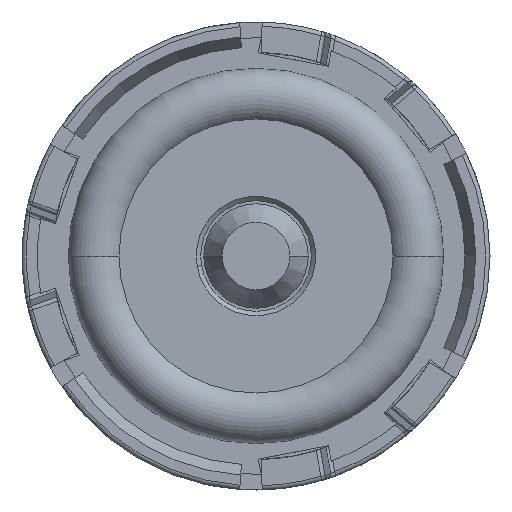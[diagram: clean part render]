
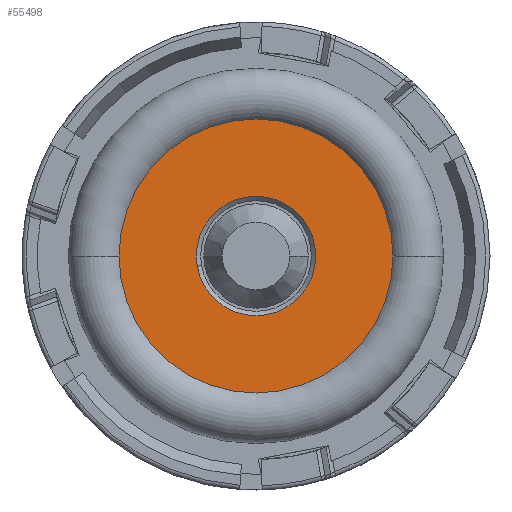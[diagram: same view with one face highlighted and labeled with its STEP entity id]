
A CAD part, front view. The second image highlights one B-rep face of the part: STEP entity #55498.
In plain terms, the highlighted planar face has unit normal (0, -1, 0).
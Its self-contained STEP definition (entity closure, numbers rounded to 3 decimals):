
#11696=CARTESIAN_POINT('',(0.,-4.908,0.));
#11697=DIRECTION('',(0.,1.,0.));
#11698=DIRECTION('',(-1.,0.,0.));
#11699=AXIS2_PLACEMENT_3D('',#11696,#11697,#11698);
#11701=CARTESIAN_POINT('',(0.,-4.908,0.));
#11702=DIRECTION('',(0.,1.,0.));
#11703=DIRECTION('',(1.,0.,0.));
#11704=AXIS2_PLACEMENT_3D('',#11701,#11702,#11703);
#11706=CARTESIAN_POINT('',(0.,-4.908,0.));
#11707=DIRECTION('',(0.,-1.,0.));
#11708=DIRECTION('',(-0.985,0.,-0.174));
#11709=AXIS2_PLACEMENT_3D('',#11706,#11707,#11708);
#11724=CARTESIAN_POINT('',(0.,-4.908,0.));
#11725=DIRECTION('',(0.,-1.,0.));
#11726=DIRECTION('',(0.985,0.,0.174));
#11727=AXIS2_PLACEMENT_3D('',#11724,#11725,#11726);
#41893=CARTESIAN_POINT('',(2.756,-4.908,0.486));
#41894=CARTESIAN_POINT('',(-2.756,-4.908,-0.486));
#41895=VERTEX_POINT('',#41893);
#41896=VERTEX_POINT('',#41894);
#42233=CARTESIAN_POINT('',(-6.427,-4.908,0.));
#42234=CARTESIAN_POINT('',(6.427,-4.908,0.));
#42235=VERTEX_POINT('',#42233);
#42236=VERTEX_POINT('',#42234);
#55483=CARTESIAN_POINT('',(0.,-4.908,0.));
#55484=DIRECTION('',(0.,-1.,0.));
#55485=DIRECTION('',(0.985,0.,0.174));
#55486=AXIS2_PLACEMENT_3D('',#55483,#55484,#55485);
#55487=PLANE('',#55486);
#55488=ORIENTED_EDGE('',*,*,#55465,.T.);
#55489=ORIENTED_EDGE('',*,*,#55478,.T.);
#55490=EDGE_LOOP('',(#55488,#55489));
#55491=FACE_OUTER_BOUND('',#55490,.F.);
#55493=ORIENTED_EDGE('',*,*,#55492,.T.);
#55495=ORIENTED_EDGE('',*,*,#55494,.T.);
#55496=EDGE_LOOP('',(#55493,#55495));
#55497=FACE_BOUND('',#55496,.F.);
#55498=ADVANCED_FACE('',(#55491,#55497),#55487,.T.);
#11700=CIRCLE('',#11699,6.427);
#11705=CIRCLE('',#11704,6.427);
#11710=CIRCLE('',#11709,2.798);
#11728=CIRCLE('',#11727,2.798);
#55465=EDGE_CURVE('',#42235,#42236,#11700,.T.);
#55478=EDGE_CURVE('',#42236,#42235,#11705,.T.);
#55492=EDGE_CURVE('',#41896,#41895,#11710,.T.);
#55494=EDGE_CURVE('',#41895,#41896,#11728,.T.);
